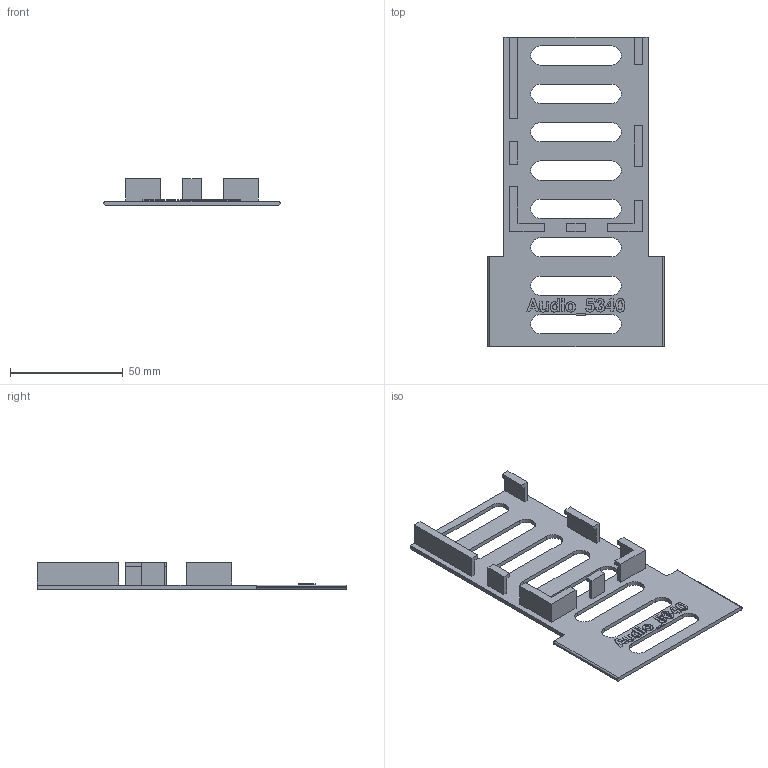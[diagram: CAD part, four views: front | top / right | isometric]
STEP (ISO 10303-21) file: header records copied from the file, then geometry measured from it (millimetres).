
FILE_DESCRIPTION(('Open CASCADE Model'),'2;1');
FILE_NAME('Open CASCADE Shape Model','2025-05-19T13:47:59',('Author'),( 'Open CASCADE'),'Open CASCADE STEP processor 7.7','Open CASCADE 7.7' ,'Unknown');
FILE_SCHEMA(('AUTOMOTIVE_DESIGN { 1 0 10303 214 1 1 1 1 }'));
Length unit declared in the file: millimetre
Products named in the file (14): Open CASCADE STEP translator 7.7 77; Open CASCADE STEP translator 7.7 77.1; Open CASCADE STEP translator 7.7 77.1.1; Open CASCADE STEP translator 7.7 77.1.2; Open CASCADE STEP translator 7.7 77.1.3; Open CASCADE STEP translator 7.7 77.1.4; Open CASCADE STEP translator 7.7 77.1.5; Open CASCADE STEP translator 7.7 77.1.6; Open CASCADE STEP translator 7.7 77.1.7; Open CASCADE STEP translator 7.7 77.1.8; Open CASCADE STEP translator 7.7 77.1.9; Open CASCADE STEP translator 7.7 77.1.10; Open CASCADE STEP translator 7.7 77.1.11; Open CASCADE STEP translator 7.7 77.1.12
Assembly tree (13 placements, depth 3):
  Open CASCADE STEP translator 7.7 77
    Open CASCADE STEP translator 7.7 77.1
      Open CASCADE STEP translator 7.7 77.1.1
      Open CASCADE STEP translator 7.7 77.1.2
      Open CASCADE STEP translator 7.7 77.1.3
      Open CASCADE STEP translator 7.7 77.1.4
      Open CASCADE STEP translator 7.7 77.1.5
      Open CASCADE STEP translator 7.7 77.1.6
      Open CASCADE STEP translator 7.7 77.1.7
      Open CASCADE STEP translator 7.7 77.1.8
      Open CASCADE STEP translator 7.7 77.1.9
      Open CASCADE STEP translator 7.7 77.1.10
      Open CASCADE STEP translator 7.7 77.1.11
      Open CASCADE STEP translator 7.7 77.1.12
Bounding box: 78 x 137 x 11.7 mm (x, y, z)
Volume: 15582.4 mm3; surface area: 19491.4 mm2
Topology: 12 solids, 12 shells, 282 faces, 759 edges, 506 vertices
Faces by surface type: plane 163, extrusion 99, cylinder 20
Entity records: 18902 total; most frequent: CARTESIAN_POINT 4225, DIRECTION 2278, VECTOR 1768, LINE 1669, ORIENTED_EDGE 1518, PCURVE 1518, DEFINITIONAL_REPRESENTATION 1518, EDGE_CURVE 759
